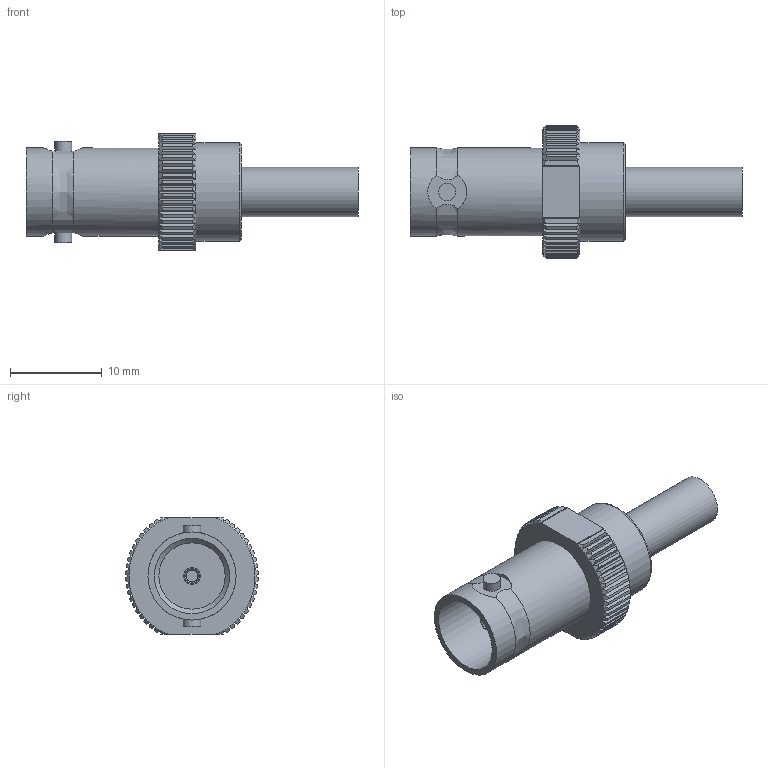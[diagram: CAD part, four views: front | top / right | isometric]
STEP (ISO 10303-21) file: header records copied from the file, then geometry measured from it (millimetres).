
FILE_DESCRIPTION (( 'STEP AP203' ), '1' );
FILE_NAME ('PE44688_3D.step', '2020-07-14T17:44:38', ( '' ), ( '' ), 'SwSTEP 2.0', 'SolidWorks 2018', '' );
FILE_SCHEMA (( 'CONFIG_CONTROL_DESIGN' ));
Length unit declared in the file: inch
Products named in the file (1): PE44688_3D
Bounding box: 36.22 x 14.49 x 12.7 mm (x, y, z)
Volume: 1800.7 mm3; surface area: 1981.3 mm2
Topology: 2 solids, 2 shells, 289 faces, 644 edges, 367 vertices
Faces by surface type: plane 128, cone 102, cylinder 56, bspline 2, torus 1
Full cylindrical faces by diameter (mm): 1.27 x1, 1.778 x1, 1.905 x2, 2.64 x1, 3.55 x1, 3.7 x1, 5.4 x1, 8.255 x1, 9.601 x2, 10.71 x1
Entity records: 8129 total; most frequent: CARTESIAN_POINT 2068, ORIENTED_EDGE 1250, DIRECTION 1212, EDGE_CURVE 625, AXIS2_PLACEMENT_3D 515, VERTEX_POINT 363, EDGE_LOOP 314, FACE_OUTER_BOUND 302
